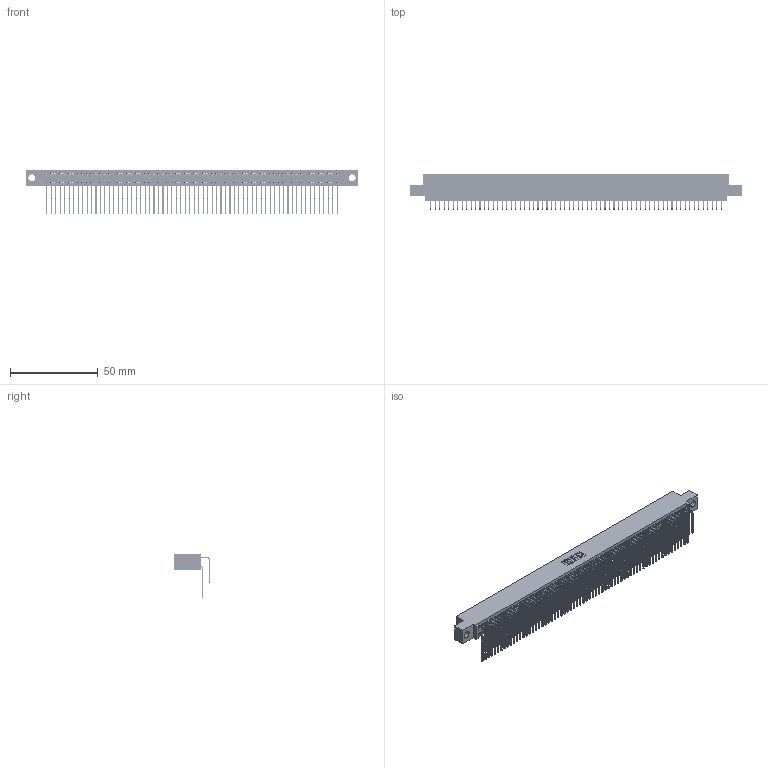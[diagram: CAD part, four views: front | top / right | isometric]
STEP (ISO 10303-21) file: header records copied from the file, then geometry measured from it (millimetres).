
FILE_DESCRIPTION (( 'STEP AP203' ), '1' );
FILE_NAME ('345-132-559-504.STEP', '2021-05-25T21:54:04', ( '' ), ( '' ), 'SwSTEP 2.0', 'SolidWorks 2020', '' );
FILE_SCHEMA (( 'CONFIG_CONTROL_DESIGN' ));
Length unit declared in the file: inch
Products named in the file (4): 345-292-001_558 559 Tail - 1; 345 Part_0.110 Offset - 0.156 Dia-TI; 345-292-001_559 Tail - 2; 345-132-559-504
Assembly tree (133 placements, depth 2):
  345-132-559-504
    345 Part_0.110 Offset - 0.156 Dia-TI
    345-292-001_558 559 Tail - 1  x66
    345-292-001_559 Tail - 2  x66
Bounding box: 188.85 x 20.56 x 25.53 mm (x, y, z)
Volume: 19149.9 mm3; surface area: 32296.8 mm2
Topology: 133 solids, 133 shells, 7008 faces, 20849 edges, 13722 vertices
Faces by surface type: plane 4718, cylinder 2290
Entity records: 50757 total; most frequent: CARTESIAN_POINT 8537, ORIENTED_EDGE 8418, DIRECTION 7469, EDGE_CURVE 4209, VECTOR 3773, LINE 3773, VERTEX_POINT 2802, AXIS2_PLACEMENT_3D 1848
